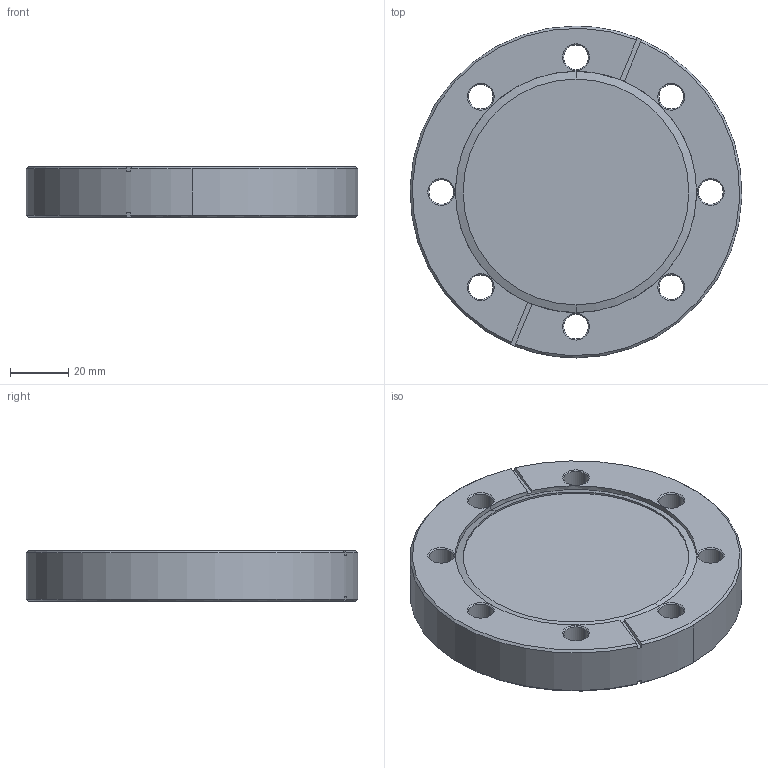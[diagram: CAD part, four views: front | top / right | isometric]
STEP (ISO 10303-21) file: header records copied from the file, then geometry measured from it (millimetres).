
FILE_DESCRIPTION((''),'2;1');
FILE_NAME('140018','2004-04-13T',('Rmunns'),(''),'PRO/ENGINEER BY PARAMETRIC TECHNOLOGY CORPORATION, 2001150','PRO/ENGINEER BY PARAMETRIC TECHNOLOGY CORPORATION, 2001150','');
FILE_SCHEMA(('CONFIG_CONTROL_DESIGN'));
Length unit declared in the file: inch
Products named in the file (1): 140018
Bounding box: 113.48 x 113.54 x 17.27 mm (x, y, z)
Volume: 153346.3 mm3; surface area: 30146.2 mm2
Topology: 1 solids, 1 shells, 84 faces, 206 edges, 124 vertices
Faces by surface type: cone 40, cylinder 26, plane 18
Entity records: 2570 total; most frequent: CARTESIAN_POINT 478, DIRECTION 454, ORIENTED_EDGE 412, EDGE_CURVE 206, AXIS2_PLACEMENT_3D 180, VERTEX_POINT 124, EDGE_LOOP 100, CIRCLE 96
